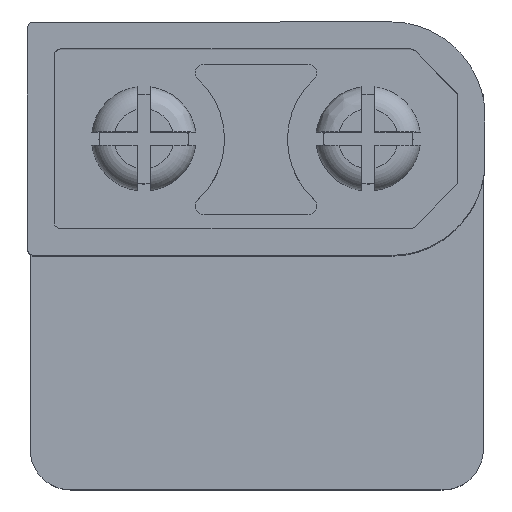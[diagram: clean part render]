
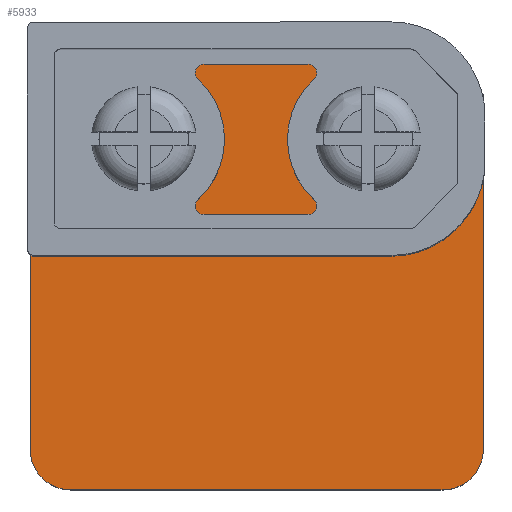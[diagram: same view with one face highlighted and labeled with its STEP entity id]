
A CAD part, top view. The second image highlights one B-rep face of the part: STEP entity #5933.
In plain terms, the highlighted planar face has unit normal (0, 0, 1).
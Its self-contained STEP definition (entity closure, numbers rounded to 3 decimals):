
#5764 = VERTEX_POINT('',#5765);
#5765 = CARTESIAN_POINT('',(5.05,3.65,1.6));
#5771 = EDGE_CURVE('',#5764,#5772,#5774,.T.);
#5772 = VERTEX_POINT('',#5773);
#5773 = CARTESIAN_POINT('',(5.05,-4.25,1.6));
#5774 = LINE('',#5775,#5776);
#5775 = CARTESIAN_POINT('',(5.05,3.65,1.6));
#5776 = VECTOR('',#5777,1.);
#5777 = DIRECTION('',(0.,-1.,0.));
#5804 = VERTEX_POINT('',#5805);
#5805 = CARTESIAN_POINT('',(3.55,5.15,1.6));
#5811 = EDGE_CURVE('',#5804,#5764,#5812,.T.);
#5812 = LINE('',#5813,#5814);
#5813 = CARTESIAN_POINT('',(3.55,5.15,1.6));
#5814 = VECTOR('',#5815,1.);
#5815 = DIRECTION('',(0.707,-0.707,0.));
#5833 = EDGE_CURVE('',#5772,#5834,#5836,.T.);
#5834 = VERTEX_POINT('',#5835);
#5835 = CARTESIAN_POINT('',(4.15,-5.15,1.6));
#5836 = CIRCLE('',#5837,0.9);
#5837 = AXIS2_PLACEMENT_3D('',#5838,#5839,#5840);
#5838 = CARTESIAN_POINT('',(4.15,-4.25,1.6));
#5839 = DIRECTION('',(0.,0.,-1.));
#5840 = DIRECTION('',(1.,0.,0.));
#5933 = ADVANCED_FACE('',(#5934,#5978,#5989),#6000,.T.);
#5934 = FACE_BOUND('',#5935,.T.);
#5935 = EDGE_LOOP('',(#5936,#5937,#5938,#5946,#5954,#5962,#5971,#5977));
#5936 = ORIENTED_EDGE('',*,*,#5771,.F.);
#5937 = ORIENTED_EDGE('',*,*,#5811,.F.);
#5938 = ORIENTED_EDGE('',*,*,#5939,.F.);
#5939 = EDGE_CURVE('',#5940,#5804,#5942,.T.);
#5940 = VERTEX_POINT('',#5941);
#5941 = CARTESIAN_POINT('',(-3.55,5.15,1.6));
#5942 = LINE('',#5943,#5944);
#5943 = CARTESIAN_POINT('',(-3.55,5.15,1.6));
#5944 = VECTOR('',#5945,1.);
#5945 = DIRECTION('',(1.,0.,0.));
#5946 = ORIENTED_EDGE('',*,*,#5947,.F.);
#5947 = EDGE_CURVE('',#5948,#5940,#5950,.T.);
#5948 = VERTEX_POINT('',#5949);
#5949 = CARTESIAN_POINT('',(-5.05,3.65,1.6));
#5950 = LINE('',#5951,#5952);
#5951 = CARTESIAN_POINT('',(-5.05,3.65,1.6));
#5952 = VECTOR('',#5953,1.);
#5953 = DIRECTION('',(0.707,0.707,0.));
#5954 = ORIENTED_EDGE('',*,*,#5955,.F.);
#5955 = EDGE_CURVE('',#5956,#5948,#5958,.T.);
#5956 = VERTEX_POINT('',#5957);
#5957 = CARTESIAN_POINT('',(-5.05,-4.25,1.6));
#5958 = LINE('',#5959,#5960);
#5959 = CARTESIAN_POINT('',(-5.05,-4.25,1.6));
#5960 = VECTOR('',#5961,1.);
#5961 = DIRECTION('',(0.,1.,0.));
#5962 = ORIENTED_EDGE('',*,*,#5963,.F.);
#5963 = EDGE_CURVE('',#5964,#5956,#5966,.T.);
#5964 = VERTEX_POINT('',#5965);
#5965 = CARTESIAN_POINT('',(-4.15,-5.15,1.6));
#5966 = CIRCLE('',#5967,0.9);
#5967 = AXIS2_PLACEMENT_3D('',#5968,#5969,#5970);
#5968 = CARTESIAN_POINT('',(-4.15,-4.25,1.6));
#5969 = DIRECTION('',(0.,0.,-1.));
#5970 = DIRECTION('',(0.,-1.,-0.));
#5971 = ORIENTED_EDGE('',*,*,#5972,.F.);
#5972 = EDGE_CURVE('',#5834,#5964,#5973,.T.);
#5973 = LINE('',#5974,#5975);
#5974 = CARTESIAN_POINT('',(4.15,-5.15,1.6));
#5975 = VECTOR('',#5976,1.);
#5976 = DIRECTION('',(-1.,0.,0.));
#5977 = ORIENTED_EDGE('',*,*,#5833,.F.);
#5978 = FACE_BOUND('',#5979,.T.);
#5979 = EDGE_LOOP('',(#5980));
#5980 = ORIENTED_EDGE('',*,*,#5981,.T.);
#5981 = EDGE_CURVE('',#5982,#5982,#5984,.T.);
#5982 = VERTEX_POINT('',#5983);
#5983 = CARTESIAN_POINT('',(-2.5,1.75,1.6));
#5984 = CIRCLE('',#5985,0.9);
#5985 = AXIS2_PLACEMENT_3D('',#5986,#5987,#5988);
#5986 = CARTESIAN_POINT('',(-2.5,2.65,1.6));
#5987 = DIRECTION('',(-0.,0.,-1.));
#5988 = DIRECTION('',(-0.,-1.,0.));
#5989 = FACE_BOUND('',#5990,.T.);
#5990 = EDGE_LOOP('',(#5991));
#5991 = ORIENTED_EDGE('',*,*,#5992,.T.);
#5992 = EDGE_CURVE('',#5993,#5993,#5995,.T.);
#5993 = VERTEX_POINT('',#5994);
#5994 = CARTESIAN_POINT('',(2.5,1.75,1.6));
#5995 = CIRCLE('',#5996,0.9);
#5996 = AXIS2_PLACEMENT_3D('',#5997,#5998,#5999);
#5997 = CARTESIAN_POINT('',(2.5,2.65,1.6));
#5998 = DIRECTION('',(-0.,0.,-1.));
#5999 = DIRECTION('',(-0.,-1.,0.));
#6000 = PLANE('',#6001);
#6001 = AXIS2_PLACEMENT_3D('',#6002,#6003,#6004);
#6002 = CARTESIAN_POINT('',(0.,0.,1.6));
#6003 = DIRECTION('',(0.,0.,1.));
#6004 = DIRECTION('',(1.,0.,-0.));
